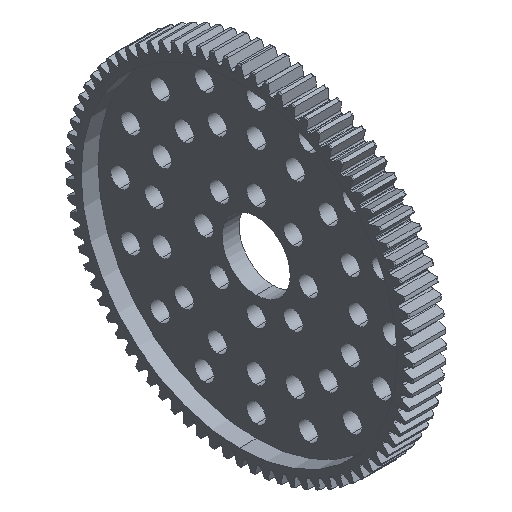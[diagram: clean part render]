
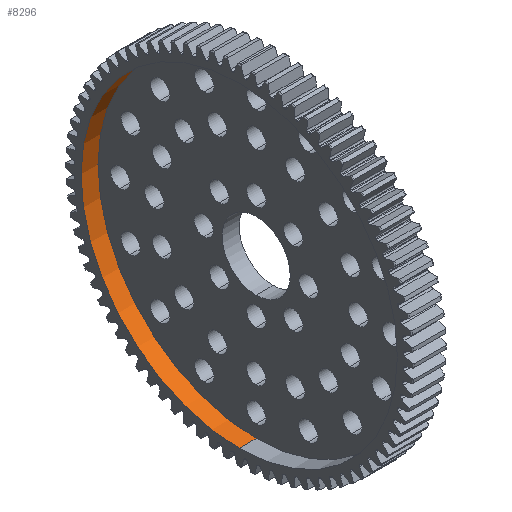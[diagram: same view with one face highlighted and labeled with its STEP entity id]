
A CAD part, isometric view. The second image highlights one B-rep face of the part: STEP entity #8296.
In plain terms, the highlighted cylindrical face has radius 29.561 mm (diameter 59.121 mm), a partial arc.
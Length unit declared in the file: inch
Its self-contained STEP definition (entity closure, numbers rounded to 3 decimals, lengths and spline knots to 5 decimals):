
#293 = DIRECTION ( 'NONE',  ( -1., 0., 0. ) ) ;
#655 = EDGE_CURVE ( 'NONE', #21370, #8059, #20766, .T. ) ;
#1320 = CARTESIAN_POINT ( 'NONE',  ( 0., 0., 0. ) ) ;
#1528 = DIRECTION ( 'NONE',  ( -1., 0., 0. ) ) ;
#1643 = DIRECTION ( 'NONE',  ( 0., 0., 1. ) ) ;
#1674 = AXIS2_PLACEMENT_3D ( 'NONE', #7862, #28359, #25667 ) ;
#2360 = VERTEX_POINT ( 'NONE', #14547 ) ;
#7692 = LINE ( 'NONE', #26247, #21217 ) ;
#7862 = CARTESIAN_POINT ( 'NONE',  ( 0., 0., 0. ) ) ;
#8059 = VERTEX_POINT ( 'NONE', #26680 ) ;
#8296 = ADVANCED_FACE ( 'NONE', ( #29477 ), #8354, .F. ) ;
#8354 = CYLINDRICAL_SURFACE ( 'NONE', #1674, 1.1638 ) ;
#9956 = ORIENTED_EDGE ( 'NONE', *, *, #28038, .T. ) ;
#10424 = DIRECTION ( 'NONE',  ( -1., 0., 0. ) ) ;
#11665 = CARTESIAN_POINT ( 'NONE',  ( 0., 0., 1.1638 ) ) ;
#12942 = EDGE_CURVE ( 'NONE', #8059, #17313, #25096, .T. ) ;
#14547 = CARTESIAN_POINT ( 'NONE',  ( -0.125, 0., 1.1638 ) ) ;
#15449 = CARTESIAN_POINT ( 'NONE',  ( -0.125, 0., 0. ) ) ;
#17313 = VERTEX_POINT ( 'NONE', #31105 ) ;
#18040 = DIRECTION ( 'NONE',  ( 0., 0., 1. ) ) ;
#18173 = ORIENTED_EDGE ( 'NONE', *, *, #655, .F. ) ;
#20731 = ORIENTED_EDGE ( 'NONE', *, *, #12942, .F. ) ;
#20766 = CIRCLE ( 'NONE', #23784, 1.1638 ) ;
#21217 = VECTOR ( 'NONE', #21228, 39.37008 ) ;
#21228 = DIRECTION ( 'NONE',  ( -1., 0., 0. ) ) ;
#21313 = AXIS2_PLACEMENT_3D ( 'NONE', #15449, #293, #18040 ) ;
#21370 = VERTEX_POINT ( 'NONE', #11665 ) ;
#21622 = CIRCLE ( 'NONE', #21313, 1.1638 ) ;
#23784 = AXIS2_PLACEMENT_3D ( 'NONE', #1320, #1528, #1643 ) ;
#25070 = ORIENTED_EDGE ( 'NONE', *, *, #27522, .T. ) ;
#25096 = LINE ( 'NONE', #28241, #31885 ) ;
#25667 = DIRECTION ( 'NONE',  ( 0., 0., 1. ) ) ;
#26247 = CARTESIAN_POINT ( 'NONE',  ( 0., 0., 1.1638 ) ) ;
#26680 = CARTESIAN_POINT ( 'NONE',  ( 0., 0., -1.1638 ) ) ;
#27522 = EDGE_CURVE ( 'NONE', #2360, #17313, #21622, .T. ) ;
#28038 = EDGE_CURVE ( 'NONE', #21370, #2360, #7692, .T. ) ;
#28241 = CARTESIAN_POINT ( 'NONE',  ( 0., 0., -1.1638 ) ) ;
#28358 = EDGE_LOOP ( 'NONE', ( #20731, #18173, #9956, #25070 ) ) ;
#28359 = DIRECTION ( 'NONE',  ( -1., 0., 0. ) ) ;
#29477 = FACE_OUTER_BOUND ( 'NONE', #28358, .T. ) ;
#31105 = CARTESIAN_POINT ( 'NONE',  ( -0.125, 0., -1.1638 ) ) ;
#31885 = VECTOR ( 'NONE', #10424, 39.37008 ) ;
